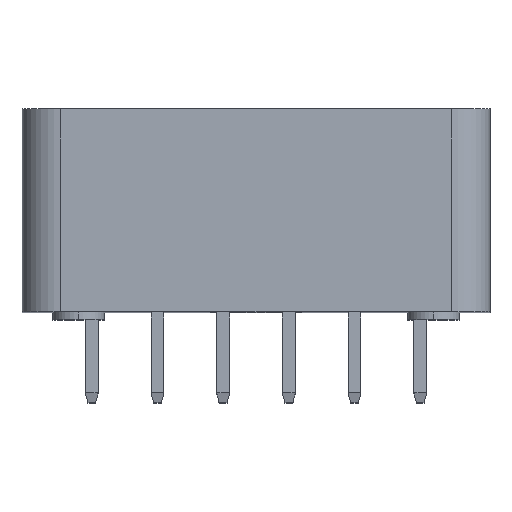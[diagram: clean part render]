
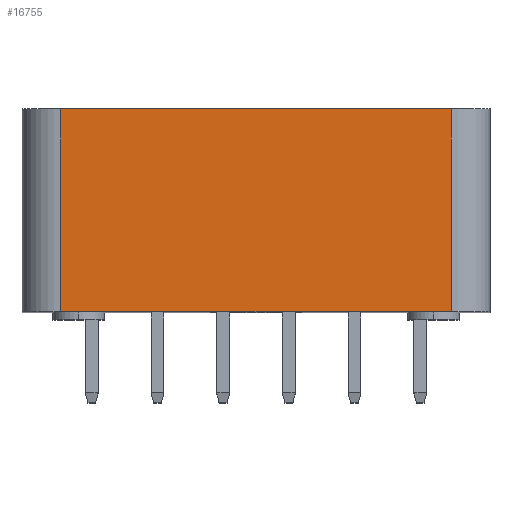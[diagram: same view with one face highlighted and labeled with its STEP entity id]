
A CAD part, top view. The second image highlights one B-rep face of the part: STEP entity #16755.
In plain terms, the highlighted planar face has unit normal (0, 0, 1).
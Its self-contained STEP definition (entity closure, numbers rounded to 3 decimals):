
#2163 = CARTESIAN_POINT ( 'NONE',  ( -7.55, 0.3, 10.32 ) ) ;
#2410 = VERTEX_POINT ( 'NONE', #10214 ) ;
#3391 = VECTOR ( 'NONE', #20925, 1000. ) ;
#4874 = DIRECTION ( 'NONE',  ( 1., 0., 0. ) ) ;
#4947 = DIRECTION ( 'NONE',  ( -1., 0., 0. ) ) ;
#5076 = LINE ( 'NONE', #17083, #3391 ) ;
#6163 = EDGE_CURVE ( 'NONE', #16455, #2410, #19989, .T. ) ;
#6841 = LINE ( 'NONE', #11537, #10867 ) ;
#7482 = CARTESIAN_POINT ( 'NONE',  ( -7.55, 8.15, 10.32 ) ) ;
#8603 = EDGE_CURVE ( 'NONE', #11731, #16455, #6841, .T. ) ;
#9740 = CARTESIAN_POINT ( 'NONE',  ( 7.55, 43.752, 10.32 ) ) ;
#9991 = EDGE_CURVE ( 'NONE', #11731, #15513, #5076, .T. ) ;
#10214 = CARTESIAN_POINT ( 'NONE',  ( 7.55, 0.3, 10.32 ) ) ;
#10532 = ORIENTED_EDGE ( 'NONE', *, *, #14391, .T. ) ;
#10867 = VECTOR ( 'NONE', #22064, 1000. ) ;
#11412 = DIRECTION ( 'NONE',  ( 0., 1., 0. ) ) ;
#11537 = CARTESIAN_POINT ( 'NONE',  ( -7.55, 43.752, 10.32 ) ) ;
#11731 = VERTEX_POINT ( 'NONE', #7482 ) ;
#11745 = VECTOR ( 'NONE', #11412, 1000. ) ;
#11788 = ORIENTED_EDGE ( 'NONE', *, *, #6163, .T. ) ;
#11931 = CARTESIAN_POINT ( 'NONE',  ( 9.05, 0.3, 10.32 ) ) ;
#11967 = CARTESIAN_POINT ( 'NONE',  ( 7.55, 8.15, 10.32 ) ) ;
#11998 = FACE_OUTER_BOUND ( 'NONE', #18388, .T. ) ;
#12235 = ORIENTED_EDGE ( 'NONE', *, *, #8603, .T. ) ;
#14391 = EDGE_CURVE ( 'NONE', #2410, #15513, #18141, .T. ) ;
#15131 = ORIENTED_EDGE ( 'NONE', *, *, #9991, .F. ) ;
#15513 = VERTEX_POINT ( 'NONE', #11967 ) ;
#16455 = VERTEX_POINT ( 'NONE', #2163 ) ;
#16755 = ADVANCED_FACE ( 'NONE', ( #11998 ), #20393, .F. ) ;
#17083 = CARTESIAN_POINT ( 'NONE',  ( 9.05, 8.15, 10.32 ) ) ;
#17171 = CARTESIAN_POINT ( 'NONE',  ( 9.05, 43.752, 10.32 ) ) ;
#17757 = AXIS2_PLACEMENT_3D ( 'NONE', #17171, #20051, #4947 ) ;
#18141 = LINE ( 'NONE', #9740, #11745 ) ;
#18388 = EDGE_LOOP ( 'NONE', ( #15131, #12235, #11788, #10532 ) ) ;
#19989 = LINE ( 'NONE', #11931, #21506 ) ;
#20051 = DIRECTION ( 'NONE',  ( 0., 0., -1. ) ) ;
#20393 = PLANE ( 'NONE',  #17757 ) ;
#20925 = DIRECTION ( 'NONE',  ( 1., 0., 0. ) ) ;
#21506 = VECTOR ( 'NONE', #4874, 1000. ) ;
#22064 = DIRECTION ( 'NONE',  ( 0., -1., 0. ) ) ;
